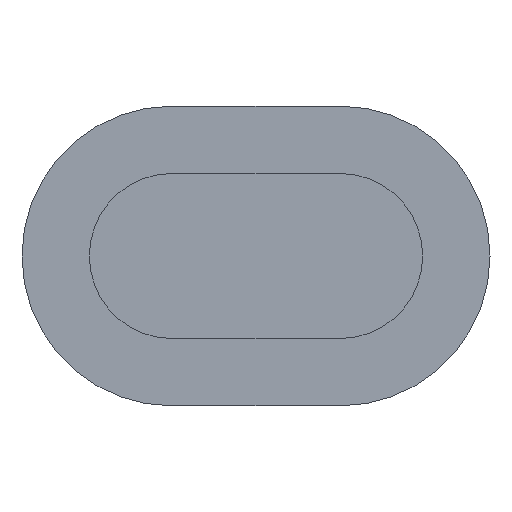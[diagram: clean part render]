
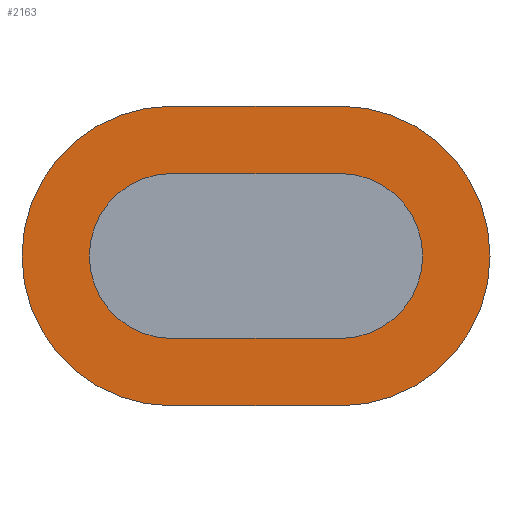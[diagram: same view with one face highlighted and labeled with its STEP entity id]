
A CAD part, front view. The second image highlights one B-rep face of the part: STEP entity #2163.
In plain terms, the highlighted planar face has unit normal (0, -1, 0).
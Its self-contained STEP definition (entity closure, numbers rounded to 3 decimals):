
#23 = CARTESIAN_POINT ( 'NONE',  ( 2.5, -1.2, -4.45 ) ) ;
#131 = CARTESIAN_POINT ( 'NONE',  ( -2.5, -1.2, 4.45 ) ) ;
#184 = EDGE_CURVE ( 'NONE', #2088, #407, #589, .T. ) ;
#302 = LINE ( 'NONE', #621, #1023 ) ;
#304 = CARTESIAN_POINT ( 'NONE',  ( 2.5, -1.2, 2.45 ) ) ;
#320 = EDGE_CURVE ( 'NONE', #1419, #565, #1247, .T. ) ;
#371 = DIRECTION ( 'NONE',  ( 0., 1., 0. ) ) ;
#407 = VERTEX_POINT ( 'NONE', #1755 ) ;
#414 = CARTESIAN_POINT ( 'NONE',  ( 0., -1.2, 0. ) ) ;
#420 = DIRECTION ( 'NONE',  ( 1., 0., 0. ) ) ;
#465 = DIRECTION ( 'NONE',  ( 0., 0., 1. ) ) ;
#500 = LINE ( 'NONE', #848, #694 ) ;
#565 = VERTEX_POINT ( 'NONE', #668 ) ;
#582 = DIRECTION ( 'NONE',  ( 0., 1., 0. ) ) ;
#583 = FACE_OUTER_BOUND ( 'NONE', #715, .T. ) ;
#589 = CIRCLE ( 'NONE', #1857, 2.45 ) ;
#605 = CARTESIAN_POINT ( 'NONE',  ( 2.5, -1.2, 0. ) ) ;
#621 = CARTESIAN_POINT ( 'NONE',  ( 0., -1.2, -2.45 ) ) ;
#635 = EDGE_LOOP ( 'NONE', ( #1987, #2025, #1424, #2144 ) ) ;
#666 = VERTEX_POINT ( 'NONE', #1046 ) ;
#668 = CARTESIAN_POINT ( 'NONE',  ( 2.5, -1.2, -2.45 ) ) ;
#689 = DIRECTION ( 'NONE',  ( 1., 0., 0. ) ) ;
#694 = VECTOR ( 'NONE', #1889, 1000. ) ;
#702 = EDGE_CURVE ( 'NONE', #666, #1715, #1467, .T. ) ;
#715 = EDGE_LOOP ( 'NONE', ( #978, #1738, #1976, #2201 ) ) ;
#751 = VERTEX_POINT ( 'NONE', #1714 ) ;
#753 = AXIS2_PLACEMENT_3D ( 'NONE', #414, #1811, #1111 ) ;
#791 = CARTESIAN_POINT ( 'NONE',  ( -2.5, -1.2, -2.45 ) ) ;
#803 = CARTESIAN_POINT ( 'NONE',  ( -2.5, -1.2, 0. ) ) ;
#834 = DIRECTION ( 'NONE',  ( 0., -1., 0. ) ) ;
#848 = CARTESIAN_POINT ( 'NONE',  ( -2.5, -1.2, 4.45 ) ) ;
#912 = AXIS2_PLACEMENT_3D ( 'NONE', #605, #582, #1655 ) ;
#924 = CARTESIAN_POINT ( 'NONE',  ( 0., -1.2, 2.45 ) ) ;
#963 = EDGE_CURVE ( 'NONE', #1489, #666, #1689, .T. ) ;
#973 = DIRECTION ( 'NONE',  ( -1., 0., 0. ) ) ;
#978 = ORIENTED_EDGE ( 'NONE', *, *, #1062, .T. ) ;
#1023 = VECTOR ( 'NONE', #973, 1000. ) ;
#1026 = EDGE_CURVE ( 'NONE', #565, #2088, #302, .T. ) ;
#1046 = CARTESIAN_POINT ( 'NONE',  ( -2.5, -1.2, -4.45 ) ) ;
#1062 = EDGE_CURVE ( 'NONE', #1715, #751, #1615, .T. ) ;
#1111 = DIRECTION ( 'NONE',  ( 0., 0., 1. ) ) ;
#1189 = EDGE_CURVE ( 'NONE', #407, #1419, #2179, .T. ) ;
#1233 = CARTESIAN_POINT ( 'NONE',  ( -2.5, -1.2, 0. ) ) ;
#1247 = CIRCLE ( 'NONE', #912, 2.45 ) ;
#1292 = EDGE_CURVE ( 'NONE', #751, #1489, #500, .T. ) ;
#1393 = DIRECTION ( 'NONE',  ( 0., 0., 1. ) ) ;
#1419 = VERTEX_POINT ( 'NONE', #304 ) ;
#1424 = ORIENTED_EDGE ( 'NONE', *, *, #1189, .T. ) ;
#1467 = LINE ( 'NONE', #1613, #1960 ) ;
#1489 = VERTEX_POINT ( 'NONE', #131 ) ;
#1506 = AXIS2_PLACEMENT_3D ( 'NONE', #2073, #834, #1393 ) ;
#1613 = CARTESIAN_POINT ( 'NONE',  ( 2.5, -1.2, -4.45 ) ) ;
#1615 = CIRCLE ( 'NONE', #1506, 4.45 ) ;
#1655 = DIRECTION ( 'NONE',  ( 0., 0., 1. ) ) ;
#1656 = PLANE ( 'NONE',  #753 ) ;
#1681 = VECTOR ( 'NONE', #689, 1000. ) ;
#1687 = DIRECTION ( 'NONE',  ( 0., -1., 0. ) ) ;
#1689 = CIRCLE ( 'NONE', #1899, 4.45 ) ;
#1714 = CARTESIAN_POINT ( 'NONE',  ( 2.5, -1.2, 4.45 ) ) ;
#1715 = VERTEX_POINT ( 'NONE', #23 ) ;
#1738 = ORIENTED_EDGE ( 'NONE', *, *, #1292, .T. ) ;
#1755 = CARTESIAN_POINT ( 'NONE',  ( -2.5, -1.2, 2.45 ) ) ;
#1756 = DIRECTION ( 'NONE',  ( 0., 0., 1. ) ) ;
#1811 = DIRECTION ( 'NONE',  ( 0., 1., 0. ) ) ;
#1857 = AXIS2_PLACEMENT_3D ( 'NONE', #1233, #371, #1756 ) ;
#1889 = DIRECTION ( 'NONE',  ( -1., 0., 0. ) ) ;
#1899 = AXIS2_PLACEMENT_3D ( 'NONE', #803, #1687, #465 ) ;
#1957 = FACE_BOUND ( 'NONE', #635, .T. ) ;
#1960 = VECTOR ( 'NONE', #420, 1000. ) ;
#1976 = ORIENTED_EDGE ( 'NONE', *, *, #963, .T. ) ;
#1987 = ORIENTED_EDGE ( 'NONE', *, *, #1026, .T. ) ;
#2025 = ORIENTED_EDGE ( 'NONE', *, *, #184, .T. ) ;
#2073 = CARTESIAN_POINT ( 'NONE',  ( 2.5, -1.2, 0. ) ) ;
#2088 = VERTEX_POINT ( 'NONE', #791 ) ;
#2144 = ORIENTED_EDGE ( 'NONE', *, *, #320, .T. ) ;
#2163 = ADVANCED_FACE ( 'NONE', ( #1957, #583 ), #1656, .F. ) ;
#2179 = LINE ( 'NONE', #924, #1681 ) ;
#2201 = ORIENTED_EDGE ( 'NONE', *, *, #702, .T. ) ;
